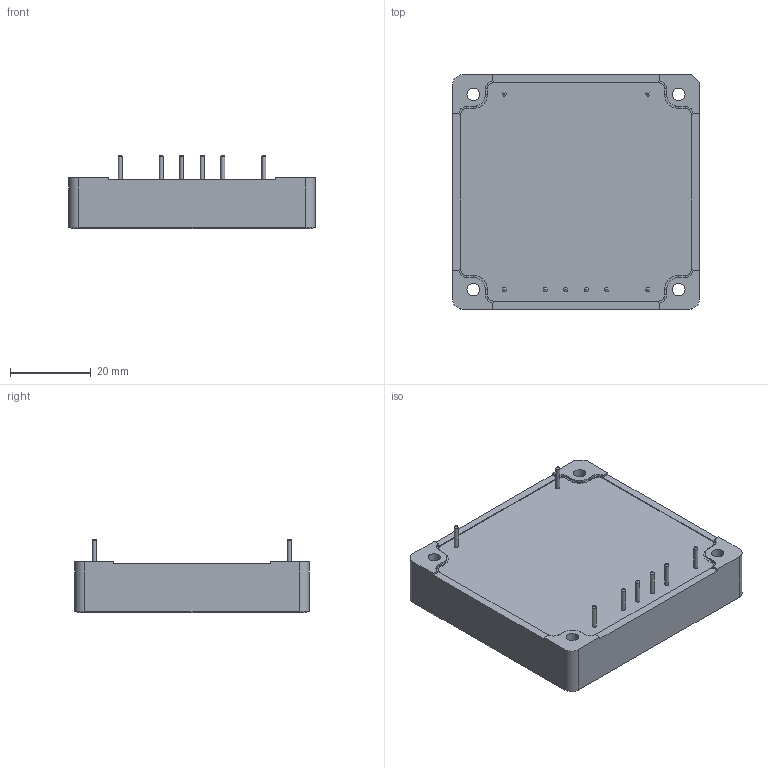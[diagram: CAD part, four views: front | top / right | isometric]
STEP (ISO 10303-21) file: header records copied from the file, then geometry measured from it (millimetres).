
FILE_DESCRIPTION(/* description */ ('Alibre Inc.'),/* implementation_level */ '2;1');
FILE_NAME(/* name */ 'export0',/* time_stamp */ '2011-06-03T14:29:01+02:00',/* author */ (''),/* organization */ (''),/* preprocessor_version */ 'ST-DEVELOPER v12',/* originating_system */ 'Alibre',/* authorisation */ '');
FILE_SCHEMA (('AUTOMOTIVE_DESIGN'));
Length unit declared in the file: centimetre
Bounding box: 60.96 x 57.91 x 18.17 mm (x, y, z)
Volume: 9456 mm3; surface area: 19610.5 mm2
Topology: 1 solids, 2 shells, 457 faces, 1211 edges, 806 vertices
Faces by surface type: plane 324, cylinder 100, torus 20, bspline 13
Full cylindrical faces by diameter (mm): 0.582 x1, 0.59 x1, 1 x16, 2.3 x8, 3.1 x4, 3.9 x4, 4 x4
Entity records: 13718 total; most frequent: CARTESIAN_POINT 3049, ORIENTED_EDGE 2274, DIRECTION 1804, EDGE_CURVE 1137, VECTOR 875, LINE 875, VERTEX_POINT 778, AXIS2_PLACEMENT_3D 628
